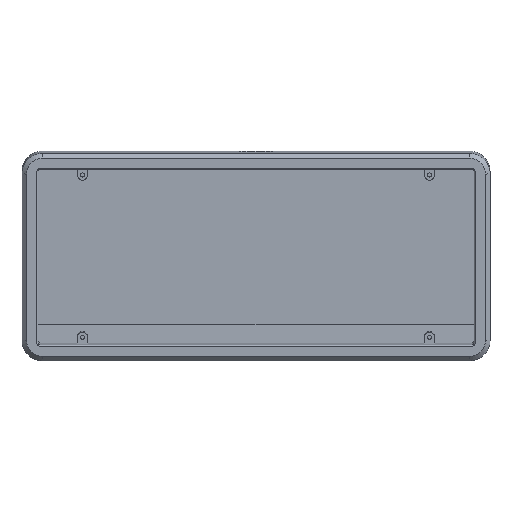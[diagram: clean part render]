
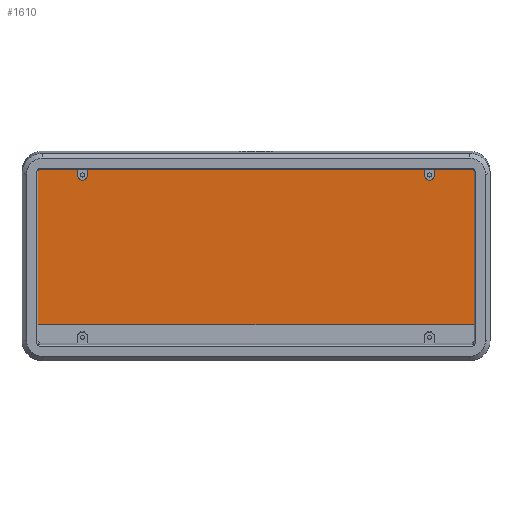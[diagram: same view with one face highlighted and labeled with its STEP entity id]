
A CAD part, top view. The second image highlights one B-rep face of the part: STEP entity #1610.
In plain terms, the highlighted planar face has unit normal (0, -0.052, 0.999).
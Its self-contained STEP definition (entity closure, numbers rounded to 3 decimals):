
#90=PLANE('',#1756);
#158=FACE_OUTER_BOUND('',#260,.T.);
#260=EDGE_LOOP('',(#1284,#1285,#1286,#1287,#1288,#1289,#1290,#1291,#1292,
#1293,#1294,#1295,#1296,#1297,#1298,#1299,#1300,#1301));
#340=LINE('',#2360,#503);
#342=LINE('',#2364,#505);
#344=LINE('',#2368,#507);
#348=LINE('',#2376,#511);
#352=LINE('',#2384,#515);
#356=LINE('',#2399,#519);
#361=LINE('',#2413,#524);
#362=LINE('',#2415,#525);
#402=LINE('',#2530,#565);
#405=LINE('',#2539,#568);
#406=LINE('',#2540,#569);
#407=LINE('',#2544,#570);
#408=LINE('',#2546,#571);
#409=LINE('',#2548,#572);
#503=VECTOR('',#1905,10.);
#505=VECTOR('',#1909,10.);
#507=VECTOR('',#1913,10.);
#511=VECTOR('',#1917,10.);
#515=VECTOR('',#1921,10.);
#519=VECTOR('',#1933,10.);
#524=VECTOR('',#1948,10.);
#525=VECTOR('',#1951,10.);
#565=VECTOR('',#2067,10.);
#568=VECTOR('',#2076,10.);
#569=VECTOR('',#2077,10.);
#570=VECTOR('',#2080,10.);
#571=VECTOR('',#2081,10.);
#572=VECTOR('',#2082,10.);
#649=CIRCLE('',#1702,2.25);
#655=CIRCLE('',#1713,2.25);
#673=CIRCLE('',#1757,1.);
#674=CIRCLE('',#1758,1.);
#719=VERTEX_POINT('',#2353);
#720=VERTEX_POINT('',#2354);
#721=VERTEX_POINT('',#2359);
#722=VERTEX_POINT('',#2363);
#723=VERTEX_POINT('',#2367);
#726=VERTEX_POINT('',#2373);
#727=VERTEX_POINT('',#2375);
#730=VERTEX_POINT('',#2381);
#731=VERTEX_POINT('',#2383);
#738=VERTEX_POINT('',#2397);
#741=VERTEX_POINT('',#2407);
#742=VERTEX_POINT('',#2408);
#778=VERTEX_POINT('',#2527);
#779=VERTEX_POINT('',#2529);
#783=VERTEX_POINT('',#2541);
#784=VERTEX_POINT('',#2543);
#785=VERTEX_POINT('',#2545);
#786=VERTEX_POINT('',#2547);
#873=EDGE_CURVE('',#719,#720,#649,.T.);
#876=EDGE_CURVE('',#721,#719,#340,.T.);
#878=EDGE_CURVE('',#720,#722,#342,.T.);
#880=EDGE_CURVE('',#723,#721,#344,.T.);
#884=EDGE_CURVE('',#727,#726,#348,.T.);
#888=EDGE_CURVE('',#731,#730,#352,.T.);
#896=EDGE_CURVE('',#722,#738,#356,.T.);
#900=EDGE_CURVE('',#741,#742,#655,.T.);
#903=EDGE_CURVE('',#730,#741,#361,.T.);
#904=EDGE_CURVE('',#742,#727,#362,.T.);
#960=EDGE_CURVE('',#779,#778,#402,.T.);
#965=EDGE_CURVE('',#738,#779,#405,.T.);
#966=EDGE_CURVE('',#731,#778,#406,.T.);
#967=EDGE_CURVE('',#726,#783,#673,.T.);
#968=EDGE_CURVE('',#783,#784,#407,.T.);
#969=EDGE_CURVE('',#784,#785,#408,.T.);
#970=EDGE_CURVE('',#785,#786,#409,.T.);
#971=EDGE_CURVE('',#786,#723,#674,.T.);
#1284=ORIENTED_EDGE('',*,*,#878,.T.);
#1285=ORIENTED_EDGE('',*,*,#896,.T.);
#1286=ORIENTED_EDGE('',*,*,#965,.T.);
#1287=ORIENTED_EDGE('',*,*,#960,.T.);
#1288=ORIENTED_EDGE('',*,*,#966,.F.);
#1289=ORIENTED_EDGE('',*,*,#888,.T.);
#1290=ORIENTED_EDGE('',*,*,#903,.T.);
#1291=ORIENTED_EDGE('',*,*,#900,.T.);
#1292=ORIENTED_EDGE('',*,*,#904,.T.);
#1293=ORIENTED_EDGE('',*,*,#884,.T.);
#1294=ORIENTED_EDGE('',*,*,#967,.T.);
#1295=ORIENTED_EDGE('',*,*,#968,.T.);
#1296=ORIENTED_EDGE('',*,*,#969,.T.);
#1297=ORIENTED_EDGE('',*,*,#970,.T.);
#1298=ORIENTED_EDGE('',*,*,#971,.T.);
#1299=ORIENTED_EDGE('',*,*,#880,.T.);
#1300=ORIENTED_EDGE('',*,*,#876,.T.);
#1301=ORIENTED_EDGE('',*,*,#873,.T.);
#1610=ADVANCED_FACE('',(#158),#90,.F.);
#1702=AXIS2_PLACEMENT_3D('',#2355,#1899,#1900);
#1713=AXIS2_PLACEMENT_3D('',#2409,#1942,#1943);
#1756=AXIS2_PLACEMENT_3D('',#2538,#2074,#2075);
#1757=AXIS2_PLACEMENT_3D('',#2542,#2078,#2079);
#1758=AXIS2_PLACEMENT_3D('',#2549,#2083,#2084);
#1899=DIRECTION('center_axis',(0.,0.052,
-0.999));
#1900=DIRECTION('ref_axis',(1.,0.,0.));
#1905=DIRECTION('',(0.,-0.999,-0.052));
#1909=DIRECTION('',(0.,0.999,0.052));
#1913=DIRECTION('',(-1.,0.,0.));
#1917=DIRECTION('',(-1.,0.,0.));
#1921=DIRECTION('',(-1.,0.,0.));
#1933=DIRECTION('',(-1.,0.,0.));
#1942=DIRECTION('center_axis',(0.,0.052,
-0.999));
#1943=DIRECTION('ref_axis',(1.,0.,0.));
#1948=DIRECTION('',(0.,-0.999,-0.052));
#1951=DIRECTION('',(0.,0.999,0.052));
#2067=DIRECTION('',(-1.,0.,0.));
#2074=DIRECTION('center_axis',(0.,0.052,
-0.999));
#2075=DIRECTION('ref_axis',(1.,0.,0.));
#2076=DIRECTION('',(0.,0.999,0.052));
#2077=DIRECTION('',(0.,0.999,0.052));
#2078=DIRECTION('center_axis',(0.,-0.052,
0.999));
#2079=DIRECTION('ref_axis',(-0.707,0.706,0.037));
#2080=DIRECTION('',(0.,-0.999,-0.052));
#2081=DIRECTION('',(1.,0.,0.));
#2082=DIRECTION('',(0.,0.999,0.052));
#2083=DIRECTION('center_axis',(0.,-0.052,
0.999));
#2084=DIRECTION('ref_axis',(0.707,0.706,0.037));
#2353=CARTESIAN_POINT('',(173.7,73.693,0.691));
#2354=CARTESIAN_POINT('',(169.2,73.693,0.691));
#2355=CARTESIAN_POINT('Origin',(171.45,73.693,0.691));
#2359=CARTESIAN_POINT('',(173.7,76.571,0.842));
#2360=CARTESIAN_POINT('',(173.7,57.297,-0.168));
#2363=CARTESIAN_POINT('',(169.2,76.571,0.842));
#2364=CARTESIAN_POINT('',(169.2,55.858,-0.244));
#2367=CARTESIAN_POINT('',(190.,76.571,0.842));
#2368=CARTESIAN_POINT('',(143.125,76.571,0.842));
#2373=CARTESIAN_POINT('',(0.5,76.571,0.842));
#2375=CARTESIAN_POINT('',(16.8,76.571,0.842));
#2376=CARTESIAN_POINT('',(143.125,76.571,0.842));
#2381=CARTESIAN_POINT('',(21.3,76.571,0.842));
#2383=CARTESIAN_POINT('',(92.075,76.571,0.842));
#2384=CARTESIAN_POINT('',(143.125,76.571,0.842));
#2397=CARTESIAN_POINT('',(98.425,76.571,0.842));
#2399=CARTESIAN_POINT('',(143.125,76.571,0.842));
#2407=CARTESIAN_POINT('',(21.3,73.693,0.691));
#2408=CARTESIAN_POINT('',(16.8,73.693,0.691));
#2409=CARTESIAN_POINT('Origin',(19.05,73.693,0.691));
#2413=CARTESIAN_POINT('',(21.3,57.297,-0.168));
#2415=CARTESIAN_POINT('',(16.8,55.858,-0.244));
#2527=CARTESIAN_POINT('',(92.075,79.065,0.972));
#2529=CARTESIAN_POINT('',(98.425,79.065,0.972));
#2530=CARTESIAN_POINT('',(95.25,79.065,0.972));
#2538=CARTESIAN_POINT('Origin',(95.25,38.023,-1.178));
#2539=CARTESIAN_POINT('',(98.425,76.571,0.842));
#2540=CARTESIAN_POINT('',(92.075,76.571,0.842));
#2541=CARTESIAN_POINT('',(-0.5,75.572,0.789));
#2542=CARTESIAN_POINT('Origin',(0.5,75.572,0.789));
#2543=CARTESIAN_POINT('',(-0.5,7.461,-2.78));
#2544=CARTESIAN_POINT('',(-0.5,57.297,-0.168));
#2545=CARTESIAN_POINT('',(191.,7.461,-2.78));
#2546=CARTESIAN_POINT('',(95.25,7.461,-2.78));
#2547=CARTESIAN_POINT('',(191.,75.572,0.789));
#2548=CARTESIAN_POINT('',(191.,18.75,-2.189));
#2549=CARTESIAN_POINT('Origin',(190.,75.572,0.789));
